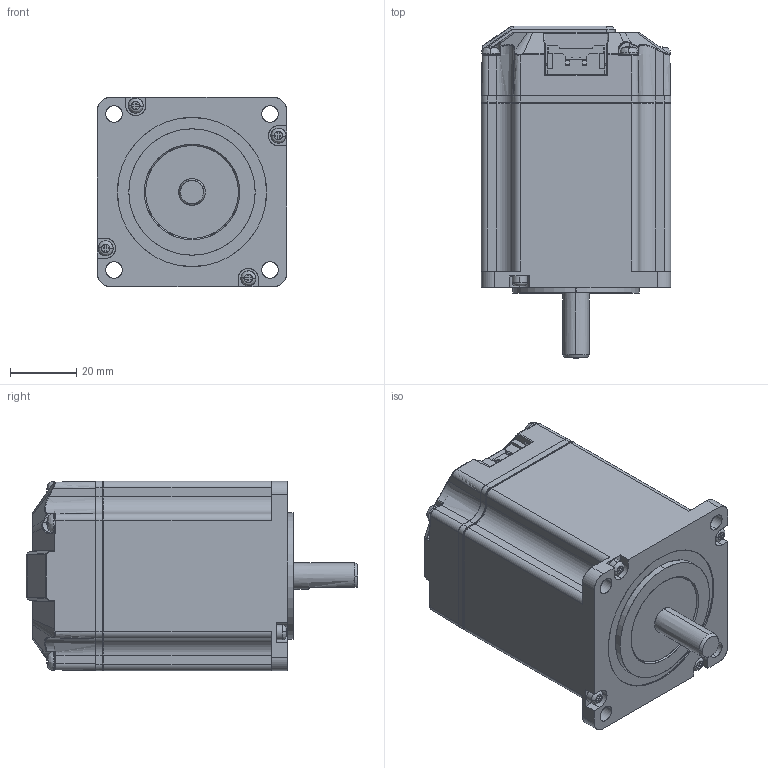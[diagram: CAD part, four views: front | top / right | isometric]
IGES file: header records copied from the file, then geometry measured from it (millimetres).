
Start section: SolidWorks IGES file using analytic representation for surfaces
Global section: file name: ess23-10.IGS; native system: SolidWorks 2016; preprocessor: SolidWorks 2016; author: JL-PC; date: 191101.155500; units: millimetre
Bounding box: 57.15 x 100.2 x 57.15 mm (x, y, z)
Surface area: 51307.6 mm2 (no closed solid volume)
Topology: 0 solids, 0 shells, 1665 faces, 14212 edges, 14212 vertices
Faces by surface type: bspline 1196, revolution 469
